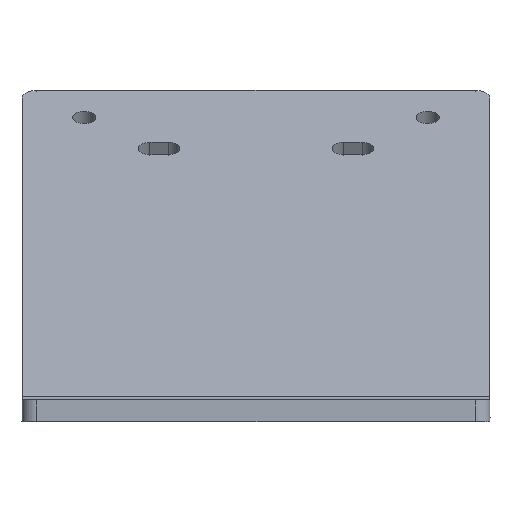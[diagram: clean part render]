
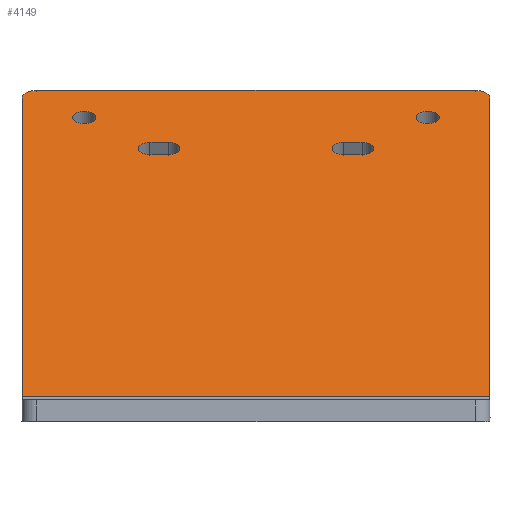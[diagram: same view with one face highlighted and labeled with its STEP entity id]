
A CAD part, left-side view. The second image highlights one B-rep face of the part: STEP entity #4149.
In plain terms, the highlighted planar face has unit normal (-0.53, 0, 0.848).
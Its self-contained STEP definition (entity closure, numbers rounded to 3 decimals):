
#3222=CARTESIAN_POINT('',(106.223,-30.,45.319));
#3223=VERTEX_POINT('',#3222);
#3230=CARTESIAN_POINT('',(104.527,-32.,44.26));
#3231=VERTEX_POINT('',#3230);
#3232=CARTESIAN_POINT('',(104.527,-30.,44.26));
#3233=DIRECTION('',(0.848,0.,0.53));
#3234=DIRECTION('',(0.53,0.,-0.848));
#3235=AXIS2_PLACEMENT_3D('',#3232,#3234,#3233);
#3236=CIRCLE('',#3235,2.);
#3237=EDGE_CURVE('',#3223,#3231,#3236,.T.);
#3261=CARTESIAN_POINT('',(106.223,30.,45.319));
#3262=VERTEX_POINT('',#3261);
#3269=CARTESIAN_POINT('',(106.223,30.,45.319));
#3270=DIRECTION('',(0.,-1.,0.));
#3271=VECTOR('',#3270,60.);
#3272=LINE('',#3269,#3271);
#3273=EDGE_CURVE('',#3262,#3223,#3272,.T.);
#3293=CARTESIAN_POINT('',(104.527,32.,44.26));
#3294=VERTEX_POINT('',#3293);
#3301=CARTESIAN_POINT('',(104.527,30.,44.26));
#3302=DIRECTION('',(0.,1.,0.));
#3303=DIRECTION('',(0.53,0.,-0.848));
#3304=AXIS2_PLACEMENT_3D('',#3301,#3303,#3302);
#3305=CIRCLE('',#3304,2.);
#3306=EDGE_CURVE('',#3294,#3262,#3305,.T.);
#3522=CARTESIAN_POINT('',(92.145,-14.5,36.523));
#3523=VERTEX_POINT('',#3522);
#3530=CARTESIAN_POINT('',(94.859,-14.5,38.219));
#3531=VERTEX_POINT('',#3530);
#3532=CARTESIAN_POINT('',(93.502,-14.5,37.371));
#3533=DIRECTION('',(-0.848,0.,-0.53));
#3534=DIRECTION('',(-0.53,0.,0.848));
#3535=AXIS2_PLACEMENT_3D('',#3532,#3534,#3533);
#3536=CIRCLE('',#3535,1.6);
#3537=EDGE_CURVE('',#3523,#3531,#3536,.T.);
#3561=CARTESIAN_POINT('',(92.145,-12.,36.523));
#3562=VERTEX_POINT('',#3561);
#3569=CARTESIAN_POINT('',(92.145,-12.,36.523));
#3570=DIRECTION('',(0.,-1.,0.));
#3571=VECTOR('',#3570,2.5);
#3572=LINE('',#3569,#3571);
#3573=EDGE_CURVE('',#3562,#3523,#3572,.T.);
#3593=CARTESIAN_POINT('',(94.859,-12.,38.219));
#3594=VERTEX_POINT('',#3593);
#3601=CARTESIAN_POINT('',(93.502,-12.,37.371));
#3602=DIRECTION('',(0.848,0.,0.53));
#3603=DIRECTION('',(-0.53,0.,0.848));
#3604=AXIS2_PLACEMENT_3D('',#3601,#3603,#3602);
#3605=CIRCLE('',#3604,1.6);
#3606=EDGE_CURVE('',#3594,#3562,#3605,.T.);
#3624=CARTESIAN_POINT('',(94.859,-14.5,38.219));
#3625=DIRECTION('',(0.,1.,0.));
#3626=VECTOR('',#3625,2.5);
#3627=LINE('',#3624,#3626);
#3628=EDGE_CURVE('',#3531,#3594,#3627,.T.);
#3648=CARTESIAN_POINT('',(101.644,23.5,42.458));
#3649=VERTEX_POINT('',#3648);
#3656=CARTESIAN_POINT('',(100.287,23.5,41.61));
#3657=DIRECTION('',(0.848,0.,0.53));
#3658=DIRECTION('',(-0.53,0.,0.848));
#3659=AXIS2_PLACEMENT_3D('',#3656,#3658,#3657);
#3660=CIRCLE('',#3659,1.6);
#3661=EDGE_CURVE('',#3649,#3649,#3660,.T.);
#3681=CARTESIAN_POINT('',(101.644,-23.5,42.458));
#3682=VERTEX_POINT('',#3681);
#3689=CARTESIAN_POINT('',(100.287,-23.5,41.61));
#3690=DIRECTION('',(0.848,0.,0.53));
#3691=DIRECTION('',(-0.53,0.,0.848));
#3692=AXIS2_PLACEMENT_3D('',#3689,#3691,#3690);
#3693=CIRCLE('',#3692,1.6);
#3694=EDGE_CURVE('',#3682,#3682,#3693,.T.);
#3716=CARTESIAN_POINT('',(94.859,14.5,38.219));
#3717=VERTEX_POINT('',#3716);
#3724=CARTESIAN_POINT('',(92.145,14.5,36.523));
#3725=VERTEX_POINT('',#3724);
#3726=CARTESIAN_POINT('',(93.502,14.5,37.371));
#3727=DIRECTION('',(0.848,0.,0.53));
#3728=DIRECTION('',(-0.53,0.,0.848));
#3729=AXIS2_PLACEMENT_3D('',#3726,#3728,#3727);
#3730=CIRCLE('',#3729,1.6);
#3731=EDGE_CURVE('',#3717,#3725,#3730,.T.);
#3755=CARTESIAN_POINT('',(94.859,12.,38.219));
#3756=VERTEX_POINT('',#3755);
#3763=CARTESIAN_POINT('',(94.859,12.,38.219));
#3764=DIRECTION('',(0.,1.,0.));
#3765=VECTOR('',#3764,2.5);
#3766=LINE('',#3763,#3765);
#3767=EDGE_CURVE('',#3756,#3717,#3766,.T.);
#3787=CARTESIAN_POINT('',(92.145,12.,36.523));
#3788=VERTEX_POINT('',#3787);
#3795=CARTESIAN_POINT('',(93.502,12.,37.371));
#3796=DIRECTION('',(-0.848,0.,-0.53));
#3797=DIRECTION('',(-0.53,0.,0.848));
#3798=AXIS2_PLACEMENT_3D('',#3795,#3797,#3796);
#3799=CIRCLE('',#3798,1.6);
#3800=EDGE_CURVE('',#3788,#3756,#3799,.T.);
#3818=CARTESIAN_POINT('',(92.145,14.5,36.523));
#3819=DIRECTION('',(0.,-1.,0.));
#3820=VECTOR('',#3819,2.5);
#3821=LINE('',#3818,#3820);
#3822=EDGE_CURVE('',#3725,#3788,#3821,.T.);
#3994=CARTESIAN_POINT('',(39.227,-32.,3.456));
#3995=VERTEX_POINT('',#3994);
#3996=CARTESIAN_POINT('',(104.527,-32.,44.26));
#3997=DIRECTION('',(-0.848,0.,-0.53));
#3998=VECTOR('',#3997,77.);
#3999=LINE('',#3996,#3998);
#4000=EDGE_CURVE('',#3231,#3995,#3999,.T.);
#4095=CARTESIAN_POINT('',(39.227,32.,3.456));
#4096=VERTEX_POINT('',#4095);
#4103=CARTESIAN_POINT('',(39.227,32.,3.456));
#4104=DIRECTION('',(0.848,0.,0.53));
#4105=VECTOR('',#4104,77.);
#4106=LINE('',#4103,#4105);
#4107=EDGE_CURVE('',#4096,#3294,#4106,.T.);
#4113=CARTESIAN_POINT('',(55.764,27.5,13.789));
#4114=DIRECTION('',(0.848,0.,0.53));
#4115=DIRECTION('',(-0.53,0.,0.848));
#4116=AXIS2_PLACEMENT_3D('',#4113,#4115,#4114);
#4117=PLANE('',#4116);
#4118=ORIENTED_EDGE('',*,*,#3237,.F.);
#4119=ORIENTED_EDGE('',*,*,#3273,.F.);
#4120=ORIENTED_EDGE('',*,*,#3306,.F.);
#4121=ORIENTED_EDGE('',*,*,#4107,.F.);
#4122=CARTESIAN_POINT('',(39.227,32.,3.456));
#4123=DIRECTION('',(0.,-1.,0.));
#4124=VECTOR('',#4123,64.);
#4125=LINE('',#4122,#4124);
#4126=EDGE_CURVE('',#4096,#3995,#4125,.T.);
#4127=ORIENTED_EDGE('',*,*,#4126,.T.);
#4128=ORIENTED_EDGE('',*,*,#4000,.F.);
#4129=EDGE_LOOP('',(#4118,#4119,#4120,#4121,#4127,#4128));
#4130=FACE_OUTER_BOUND('',#4129,.T.);
#4131=ORIENTED_EDGE('',*,*,#3731,.F.);
#4132=ORIENTED_EDGE('',*,*,#3767,.F.);
#4133=ORIENTED_EDGE('',*,*,#3800,.F.);
#4134=ORIENTED_EDGE('',*,*,#3822,.F.);
#4135=EDGE_LOOP('',(#4131,#4132,#4133,#4134));
#4136=FACE_BOUND('',#4135,.T.);
#4137=ORIENTED_EDGE('',*,*,#3694,.F.);
#4138=EDGE_LOOP('',(#4137));
#4139=FACE_BOUND('',#4138,.T.);
#4140=ORIENTED_EDGE('',*,*,#3661,.F.);
#4141=EDGE_LOOP('',(#4140));
#4142=FACE_BOUND('',#4141,.T.);
#4143=ORIENTED_EDGE('',*,*,#3537,.F.);
#4144=ORIENTED_EDGE('',*,*,#3573,.F.);
#4145=ORIENTED_EDGE('',*,*,#3606,.F.);
#4146=ORIENTED_EDGE('',*,*,#3628,.F.);
#4147=EDGE_LOOP('',(#4143,#4144,#4145,#4146));
#4148=FACE_BOUND('',#4147,.T.);
#4149=ADVANCED_FACE('',(#4130,#4136,#4139,#4142,#4148),#4117,.T.);
